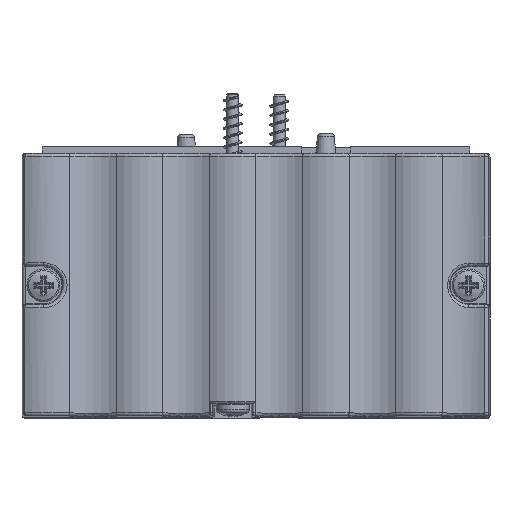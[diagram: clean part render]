
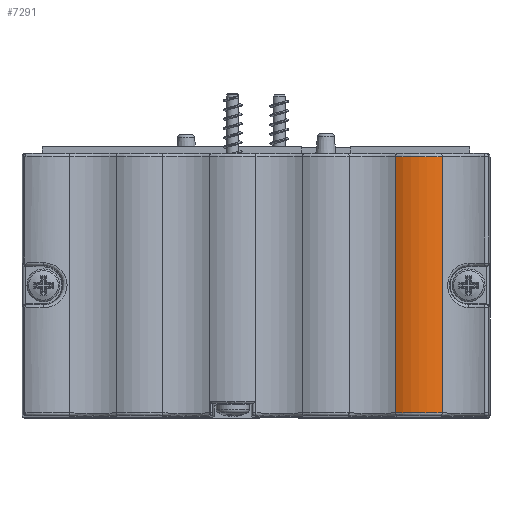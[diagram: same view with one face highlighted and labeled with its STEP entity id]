
A CAD part, top view. The second image highlights one B-rep face of the part: STEP entity #7291.
In plain terms, the highlighted cylindrical face has radius 7.531 mm (diameter 15.062 mm), a partial arc.
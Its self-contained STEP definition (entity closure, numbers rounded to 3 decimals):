
#777=ELLIPSE('',#8047,7.538,7.531);
#892=CYLINDRICAL_SURFACE('',#8135,7.531);
#1245=FACE_OUTER_BOUND('',#1693,.T.);
#1693=EDGE_LOOP('',(#6211,#6212,#6213,#6214));
#2093=LINE('',#19224,#2460);
#2094=LINE('',#19226,#2461);
#2460=VECTOR('',#9845,41.3);
#2461=VECTOR('',#9848,41.3);
#2809=CIRCLE('',#8072,7.531);
#3375=VERTEX_POINT('',#18315);
#3378=VERTEX_POINT('',#18447);
#3388=VERTEX_POINT('',#18704);
#3390=VERTEX_POINT('',#18732);
#4333=EDGE_CURVE('',#3375,#3378,#777,.T.);
#4359=EDGE_CURVE('',#3390,#3388,#2809,.T.);
#4417=EDGE_CURVE('',#3388,#3375,#2093,.T.);
#4418=EDGE_CURVE('',#3390,#3378,#2094,.T.);
#6211=ORIENTED_EDGE('',*,*,#4417,.F.);
#6212=ORIENTED_EDGE('',*,*,#4359,.F.);
#6213=ORIENTED_EDGE('',*,*,#4418,.T.);
#6214=ORIENTED_EDGE('',*,*,#4333,.F.);
#7291=ADVANCED_FACE('',(#1245),#892,.T.);
#8047=AXIS2_PLACEMENT_3D('',#18451,#9649,#9650);
#8072=AXIS2_PLACEMENT_3D('',#18734,#9706,#9707);
#8135=AXIS2_PLACEMENT_3D('',#19225,#9846,#9847);
#9649=DIRECTION('center_axis',(0.,-0.999,-0.041));
#9650=DIRECTION('ref_axis',(0.,0.041,-0.999));
#9706=DIRECTION('center_axis',(0.,1.,0.));
#9707=DIRECTION('ref_axis',(0.,0.,-1.));
#9845=DIRECTION('',(0.,-1.,0.));
#9846=DIRECTION('center_axis',(0.,-1.,0.));
#9847=DIRECTION('ref_axis',(1.,0.,0.));
#9848=DIRECTION('',(0.,-1.,0.));
#18315=CARTESIAN_POINT('',(-30.,-20.55,-5.));
#18447=CARTESIAN_POINT('',(-22.5,-20.55,-5.));
#18451=CARTESIAN_POINT('Origin',(-26.25,-20.816,1.531));
#18704=CARTESIAN_POINT('',(-30.,20.75,-5.));
#18732=CARTESIAN_POINT('',(-22.5,20.75,-5.));
#18734=CARTESIAN_POINT('Origin',(-26.25,20.75,1.531));
#19224=CARTESIAN_POINT('',(-30.,20.75,-5.));
#19225=CARTESIAN_POINT('Origin',(-26.25,21.25,1.531));
#19226=CARTESIAN_POINT('',(-22.5,20.75,-5.));
